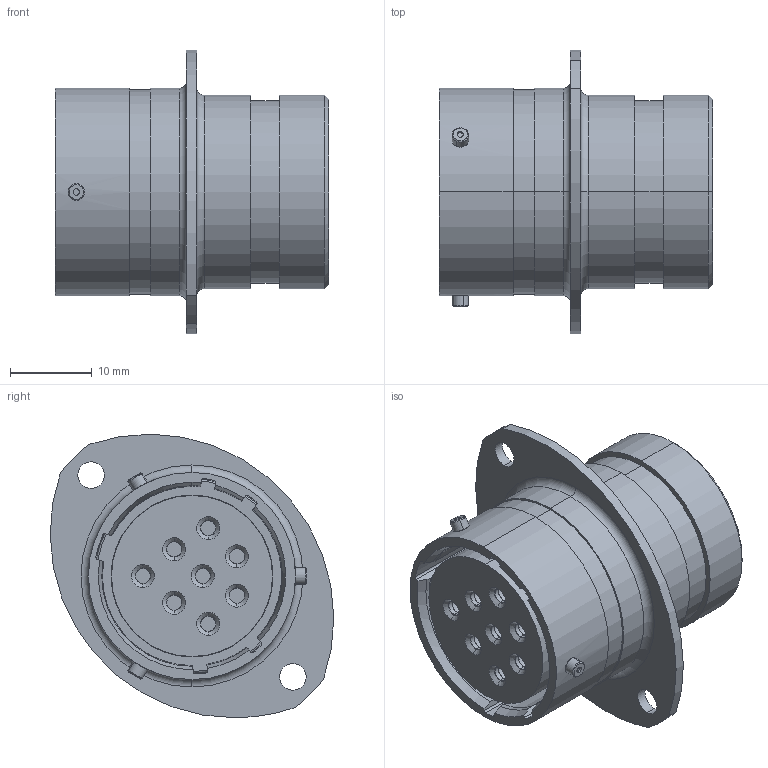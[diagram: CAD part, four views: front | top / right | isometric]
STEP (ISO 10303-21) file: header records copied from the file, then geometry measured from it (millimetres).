
FILE_DESCRIPTION (( 'STEP AP214' ), '1' );
FILE_NAME ('AS016-08SD.STEP', '2019-09-10T13:11:39', ( 'TE Connectivity' ), ( 'TE Connectivity' ), 'SwSTEP 2.0', 'SolidWorks 2016', '' );
FILE_SCHEMA (( 'AUTOMOTIVE_DESIGN' ));
Length unit declared in the file: millimetre
Products named in the file (1): AS016-08SD
Bounding box: 33.31 x 34.6 x 34.6 mm (x, y, z)
Volume: 12905 mm3; surface area: 12539.4 mm2
Topology: 9 solids, 9 shells, 478 faces, 1056 edges, 615 vertices
Faces by surface type: cylinder 167, torus 136, cone 100, plane 59, sphere 16
Entity records: 18732 total; most frequent: DIRECTION 2660, CARTESIAN_POINT 2400, ORIENTED_EDGE 2078, AXIS2_PLACEMENT_3D 1184, EDGE_CURVE 1039, CIRCLE 707, VERTEX_POINT 608, EDGE_LOOP 551
